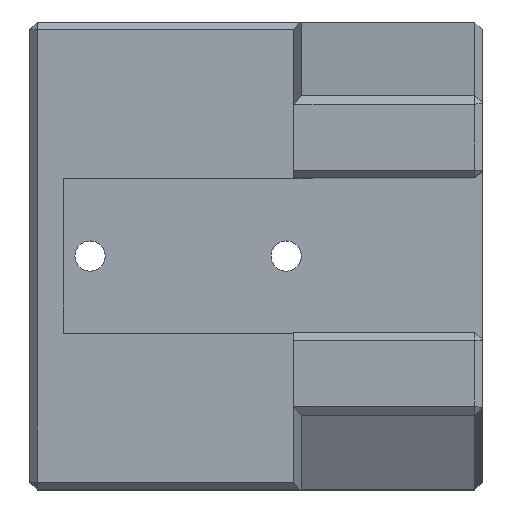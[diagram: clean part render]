
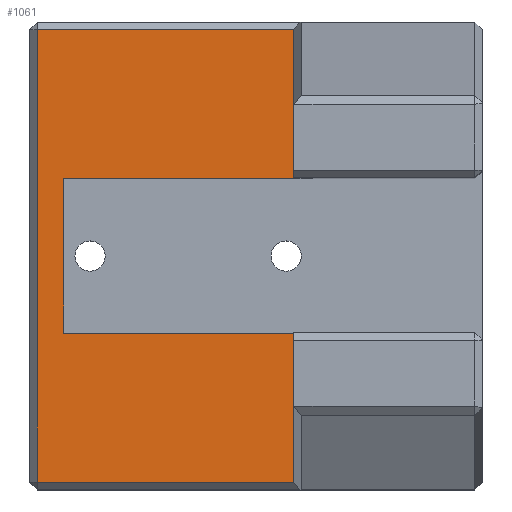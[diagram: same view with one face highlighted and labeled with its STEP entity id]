
A CAD part, top view. The second image highlights one B-rep face of the part: STEP entity #1061.
In plain terms, the highlighted planar face has unit normal (0, 0, 1).
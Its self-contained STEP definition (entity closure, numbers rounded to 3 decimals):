
#109=FACE_OUTER_BOUND('',#176,.T.);
#176=EDGE_LOOP('',(#850,#851,#852,#853,#854,#855,#856,#857,#858,#859));
#235=LINE('',#1534,#352);
#251=LINE('',#1565,#368);
#254=LINE('',#1575,#371);
#281=LINE('',#1630,#398);
#292=LINE('',#1652,#409);
#296=LINE('',#1659,#413);
#303=LINE('',#1679,#420);
#311=LINE('',#1695,#428);
#314=LINE('',#1699,#431);
#319=LINE('',#1708,#436);
#352=VECTOR('',#1225,10.);
#368=VECTOR('',#1253,10.);
#371=VECTOR('',#1262,10.);
#398=VECTOR('',#1305,10.);
#409=VECTOR('',#1320,10.);
#413=VECTOR('',#1328,10.);
#420=VECTOR('',#1347,10.);
#428=VECTOR('',#1361,10.);
#431=VECTOR('',#1366,10.);
#436=VECTOR('',#1379,10.);
#466=VERTEX_POINT('',#1531);
#467=VERTEX_POINT('',#1533);
#476=VERTEX_POINT('',#1563);
#480=VERTEX_POINT('',#1573);
#499=VERTEX_POINT('',#1627);
#500=VERTEX_POINT('',#1629);
#508=VERTEX_POINT('',#1649);
#509=VERTEX_POINT('',#1651);
#514=VERTEX_POINT('',#1667);
#519=VERTEX_POINT('',#1683);
#559=EDGE_CURVE('',#467,#466,#235,.T.);
#576=EDGE_CURVE('',#466,#476,#251,.T.);
#581=EDGE_CURVE('',#476,#480,#254,.T.);
#608=EDGE_CURVE('',#499,#500,#281,.F.);
#619=EDGE_CURVE('',#509,#508,#292,.T.);
#623=EDGE_CURVE('',#508,#500,#296,.T.);
#633=EDGE_CURVE('',#514,#467,#303,.T.);
#641=EDGE_CURVE('',#514,#519,#311,.T.);
#644=EDGE_CURVE('',#519,#499,#314,.T.);
#649=EDGE_CURVE('',#480,#509,#319,.T.);
#850=ORIENTED_EDGE('',*,*,#633,.T.);
#851=ORIENTED_EDGE('',*,*,#559,.T.);
#852=ORIENTED_EDGE('',*,*,#576,.T.);
#853=ORIENTED_EDGE('',*,*,#581,.T.);
#854=ORIENTED_EDGE('',*,*,#649,.T.);
#855=ORIENTED_EDGE('',*,*,#619,.T.);
#856=ORIENTED_EDGE('',*,*,#623,.T.);
#857=ORIENTED_EDGE('',*,*,#608,.F.);
#858=ORIENTED_EDGE('',*,*,#644,.F.);
#859=ORIENTED_EDGE('',*,*,#641,.F.);
#1012=PLANE('',#1144);
#1061=ADVANCED_FACE('',(#109),#1012,.T.);
#1144=AXIS2_PLACEMENT_3D('',#1707,#1377,#1378);
#1225=DIRECTION('',(-0.697,0.717,0.));
#1253=DIRECTION('',(0.,1.,0.));
#1262=DIRECTION('',(-1.,0.,0.));
#1305=DIRECTION('',(0.697,0.717,0.));
#1320=DIRECTION('',(1.,0.,0.));
#1328=DIRECTION('',(0.,1.,0.));
#1347=DIRECTION('',(1.,0.,0.));
#1361=DIRECTION('',(0.,1.,0.));
#1366=DIRECTION('',(1.,0.,0.));
#1377=DIRECTION('center_axis',(0.,0.,1.));
#1378=DIRECTION('ref_axis',(1.,0.,0.));
#1379=DIRECTION('',(0.,1.,0.));
#1531=CARTESIAN_POINT('',(35.,1.028,30.));
#1533=CARTESIAN_POINT('',(35.027,1.,30.));
#1534=CARTESIAN_POINT('',(25.232,11.069,30.));
#1563=CARTESIAN_POINT('',(35.,20.75,30.));
#1565=CARTESIAN_POINT('',(35.,23.188,30.));
#1573=CARTESIAN_POINT('',(4.5,20.75,30.));
#1575=CARTESIAN_POINT('',(45.,20.75,30.));
#1627=CARTESIAN_POINT('',(35.027,61.,30.));
#1629=CARTESIAN_POINT('',(35.,60.972,30.));
#1630=CARTESIAN_POINT('',(25.232,50.931,30.));
#1649=CARTESIAN_POINT('',(35.,41.25,30.));
#1651=CARTESIAN_POINT('',(4.5,41.25,30.));
#1652=CARTESIAN_POINT('',(15.,41.25,30.));
#1659=CARTESIAN_POINT('',(35.,38.813,30.));
#1667=CARTESIAN_POINT('',(1.,1.,30.));
#1679=CARTESIAN_POINT('',(22.5,1.,30.));
#1683=CARTESIAN_POINT('',(1.,61.,30.));
#1695=CARTESIAN_POINT('',(1.,46.5,30.));
#1699=CARTESIAN_POINT('',(45.,61.,30.));
#1707=CARTESIAN_POINT('Origin',(30.,31.,30.));
#1708=CARTESIAN_POINT('',(4.5,41.25,30.));
